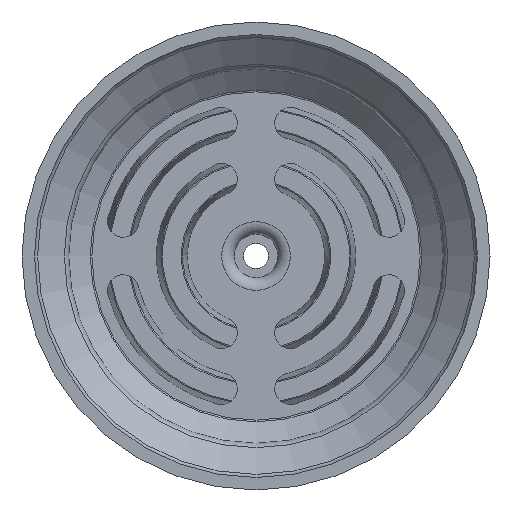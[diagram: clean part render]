
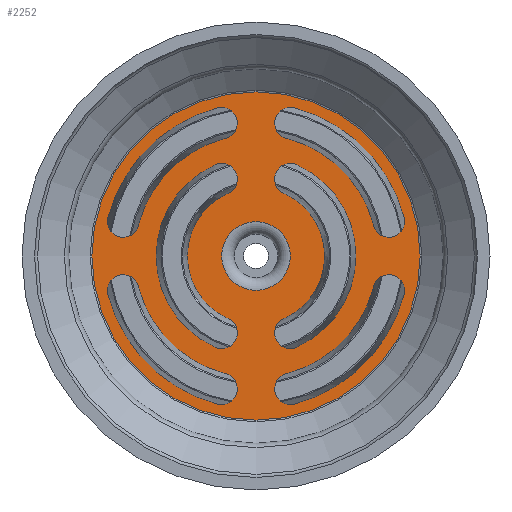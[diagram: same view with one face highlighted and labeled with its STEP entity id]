
A CAD part, front view. The second image highlights one B-rep face of the part: STEP entity #2252.
In plain terms, the highlighted planar face has unit normal (0, -1, 0).
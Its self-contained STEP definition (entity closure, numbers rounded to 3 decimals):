
#244=ORIENTED_EDGE('',*,*,#673,.T.);
#245=ORIENTED_EDGE('',*,*,#674,.T.);
#246=ORIENTED_EDGE('',*,*,#675,.F.);
#247=ORIENTED_EDGE('',*,*,#676,.T.);
#248=ORIENTED_EDGE('',*,*,#677,.T.);
#249=ORIENTED_EDGE('',*,*,#678,.T.);
#250=ORIENTED_EDGE('',*,*,#679,.T.);
#251=ORIENTED_EDGE('',*,*,#680,.T.);
#252=ORIENTED_EDGE('',*,*,#681,.F.);
#253=ORIENTED_EDGE('',*,*,#682,.T.);
#254=ORIENTED_EDGE('',*,*,#683,.T.);
#255=ORIENTED_EDGE('',*,*,#684,.F.);
#256=ORIENTED_EDGE('',*,*,#685,.T.);
#257=ORIENTED_EDGE('',*,*,#686,.T.);
#258=ORIENTED_EDGE('',*,*,#687,.T.);
#259=ORIENTED_EDGE('',*,*,#688,.T.);
#260=ORIENTED_EDGE('',*,*,#689,.F.);
#261=ORIENTED_EDGE('',*,*,#672,.F.);
#262=ORIENTED_EDGE('',*,*,#690,.T.);
#263=ORIENTED_EDGE('',*,*,#691,.T.);
#264=ORIENTED_EDGE('',*,*,#692,.T.);
#265=ORIENTED_EDGE('',*,*,#693,.F.);
#266=ORIENTED_EDGE('',*,*,#694,.T.);
#267=ORIENTED_EDGE('',*,*,#695,.T.);
#268=ORIENTED_EDGE('',*,*,#696,.T.);
#269=ORIENTED_EDGE('',*,*,#697,.F.);
#672=EDGE_CURVE('',#887,#887,#1042,.T.);
#673=EDGE_CURVE('',#888,#888,#1043,.T.);
#674=EDGE_CURVE('',#889,#890,#1044,.T.);
#675=EDGE_CURVE('',#891,#890,#1045,.T.);
#676=EDGE_CURVE('',#891,#892,#1046,.T.);
#677=EDGE_CURVE('',#892,#889,#1047,.T.);
#678=EDGE_CURVE('',#893,#894,#1048,.T.);
#679=EDGE_CURVE('',#894,#895,#1049,.T.);
#680=EDGE_CURVE('',#895,#896,#1050,.T.);
#681=EDGE_CURVE('',#893,#896,#1051,.T.);
#682=EDGE_CURVE('',#897,#898,#1052,.T.);
#683=EDGE_CURVE('',#898,#899,#1053,.T.);
#684=EDGE_CURVE('',#900,#899,#1054,.T.);
#685=EDGE_CURVE('',#900,#897,#1055,.T.);
#686=EDGE_CURVE('',#901,#902,#1056,.T.);
#687=EDGE_CURVE('',#902,#903,#1057,.T.);
#688=EDGE_CURVE('',#903,#904,#1058,.T.);
#689=EDGE_CURVE('',#901,#904,#1059,.T.);
#690=EDGE_CURVE('',#905,#906,#1060,.T.);
#691=EDGE_CURVE('',#906,#907,#1061,.T.);
#692=EDGE_CURVE('',#907,#908,#1062,.T.);
#693=EDGE_CURVE('',#905,#908,#1063,.T.);
#694=EDGE_CURVE('',#909,#910,#1064,.T.);
#695=EDGE_CURVE('',#910,#911,#1065,.T.);
#696=EDGE_CURVE('',#911,#912,#1066,.T.);
#697=EDGE_CURVE('',#909,#912,#1067,.T.);
#887=VERTEX_POINT('',#3094);
#888=VERTEX_POINT('',#3097);
#889=VERTEX_POINT('',#3099);
#890=VERTEX_POINT('',#3100);
#891=VERTEX_POINT('',#3102);
#892=VERTEX_POINT('',#3104);
#893=VERTEX_POINT('',#3107);
#894=VERTEX_POINT('',#3108);
#895=VERTEX_POINT('',#3110);
#896=VERTEX_POINT('',#3112);
#897=VERTEX_POINT('',#3115);
#898=VERTEX_POINT('',#3116);
#899=VERTEX_POINT('',#3118);
#900=VERTEX_POINT('',#3120);
#901=VERTEX_POINT('',#3123);
#902=VERTEX_POINT('',#3124);
#903=VERTEX_POINT('',#3126);
#904=VERTEX_POINT('',#3128);
#905=VERTEX_POINT('',#3131);
#906=VERTEX_POINT('',#3132);
#907=VERTEX_POINT('',#3134);
#908=VERTEX_POINT('',#3136);
#909=VERTEX_POINT('',#3139);
#910=VERTEX_POINT('',#3140);
#911=VERTEX_POINT('',#3142);
#912=VERTEX_POINT('',#3144);
#1042=CIRCLE('',#2369,5.5);
#1043=CIRCLE('',#2371,26.305);
#1044=CIRCLE('',#2372,2.5);
#1045=CIRCLE('',#2373,19.5);
#1046=CIRCLE('',#2374,2.5);
#1047=CIRCLE('',#2375,24.5);
#1048=CIRCLE('',#2376,2.5);
#1049=CIRCLE('',#2377,24.5);
#1050=CIRCLE('',#2378,2.5);
#1051=CIRCLE('',#2379,19.5);
#1052=CIRCLE('',#2380,24.5);
#1053=CIRCLE('',#2381,2.5);
#1054=CIRCLE('',#2382,19.5);
#1055=CIRCLE('',#2383,2.5);
#1056=CIRCLE('',#2384,2.5);
#1057=CIRCLE('',#2385,24.5);
#1058=CIRCLE('',#2386,2.5);
#1059=CIRCLE('',#2387,19.5);
#1060=CIRCLE('',#2388,2.5);
#1061=CIRCLE('',#2389,16.);
#1062=CIRCLE('',#2390,2.5);
#1063=CIRCLE('',#2391,11.);
#1064=CIRCLE('',#2392,2.5);
#1065=CIRCLE('',#2393,16.);
#1066=CIRCLE('',#2394,2.5);
#1067=CIRCLE('',#2395,11.);
#1163=EDGE_LOOP('',(#244));
#1164=EDGE_LOOP('',(#245,#246,#247,#248));
#1165=EDGE_LOOP('',(#249,#250,#251,#252));
#1166=EDGE_LOOP('',(#253,#254,#255,#256));
#1167=EDGE_LOOP('',(#257,#258,#259,#260));
#1168=EDGE_LOOP('',(#261));
#1169=EDGE_LOOP('',(#262,#263,#264,#265));
#1170=EDGE_LOOP('',(#266,#267,#268,#269));
#1319=FACE_BOUND('',#1163,.T.);
#1320=FACE_BOUND('',#1164,.T.);
#1321=FACE_BOUND('',#1165,.T.);
#1322=FACE_BOUND('',#1166,.T.);
#1323=FACE_BOUND('',#1167,.T.);
#1324=FACE_BOUND('',#1168,.T.);
#1325=FACE_BOUND('',#1169,.T.);
#1326=FACE_BOUND('',#1170,.T.);
#1470=PLANE('',#2370);
#2252=ADVANCED_FACE('',(#1319,#1320,#1321,#1322,#1323,#1324,#1325,#1326),
#1470,.T.);
#2369=AXIS2_PLACEMENT_3D('',#3093,#2605,#2606);
#2370=AXIS2_PLACEMENT_3D('',#3095,#2607,#2608);
#2371=AXIS2_PLACEMENT_3D('',#3096,#2609,#2610);
#2372=AXIS2_PLACEMENT_3D('',#3098,#2611,#2612);
#2373=AXIS2_PLACEMENT_3D('',#3101,#2613,#2614);
#2374=AXIS2_PLACEMENT_3D('',#3103,#2615,#2616);
#2375=AXIS2_PLACEMENT_3D('',#3105,#2617,#2618);
#2376=AXIS2_PLACEMENT_3D('',#3106,#2619,#2620);
#2377=AXIS2_PLACEMENT_3D('',#3109,#2621,#2622);
#2378=AXIS2_PLACEMENT_3D('',#3111,#2623,#2624);
#2379=AXIS2_PLACEMENT_3D('',#3113,#2625,#2626);
#2380=AXIS2_PLACEMENT_3D('',#3114,#2627,#2628);
#2381=AXIS2_PLACEMENT_3D('',#3117,#2629,#2630);
#2382=AXIS2_PLACEMENT_3D('',#3119,#2631,#2632);
#2383=AXIS2_PLACEMENT_3D('',#3121,#2633,#2634);
#2384=AXIS2_PLACEMENT_3D('',#3122,#2635,#2636);
#2385=AXIS2_PLACEMENT_3D('',#3125,#2637,#2638);
#2386=AXIS2_PLACEMENT_3D('',#3127,#2639,#2640);
#2387=AXIS2_PLACEMENT_3D('',#3129,#2641,#2642);
#2388=AXIS2_PLACEMENT_3D('',#3130,#2643,#2644);
#2389=AXIS2_PLACEMENT_3D('',#3133,#2645,#2646);
#2390=AXIS2_PLACEMENT_3D('',#3135,#2647,#2648);
#2391=AXIS2_PLACEMENT_3D('',#3137,#2649,#2650);
#2392=AXIS2_PLACEMENT_3D('',#3138,#2651,#2652);
#2393=AXIS2_PLACEMENT_3D('',#3141,#2653,#2654);
#2394=AXIS2_PLACEMENT_3D('',#3143,#2655,#2656);
#2395=AXIS2_PLACEMENT_3D('',#3145,#2657,#2658);
#2605=DIRECTION('',(0.,-1.,0.));
#2606=DIRECTION('',(1.,0.,0.));
#2607=DIRECTION('',(0.,-1.,0.));
#2608=DIRECTION('',(1.,0.,0.));
#2609=DIRECTION('',(0.,-1.,0.));
#2610=DIRECTION('',(1.,0.,0.));
#2611=DIRECTION('',(0.,1.,0.));
#2612=DIRECTION('',(1.,0.,0.));
#2613=DIRECTION('',(0.,1.,0.));
#2614=DIRECTION('',(1.,0.,0.));
#2615=DIRECTION('',(0.,1.,0.));
#2616=DIRECTION('',(1.,0.,0.));
#2617=DIRECTION('',(0.,1.,0.));
#2618=DIRECTION('',(1.,0.,0.));
#2619=DIRECTION('',(0.,1.,0.));
#2620=DIRECTION('',(1.,0.,0.));
#2621=DIRECTION('',(0.,1.,0.));
#2622=DIRECTION('',(1.,0.,0.));
#2623=DIRECTION('',(0.,1.,0.));
#2624=DIRECTION('',(1.,0.,0.));
#2625=DIRECTION('',(0.,1.,0.));
#2626=DIRECTION('',(1.,0.,0.));
#2627=DIRECTION('',(0.,1.,0.));
#2628=DIRECTION('',(1.,0.,0.));
#2629=DIRECTION('',(0.,1.,0.));
#2630=DIRECTION('',(1.,0.,0.));
#2631=DIRECTION('',(0.,1.,0.));
#2632=DIRECTION('',(1.,0.,0.));
#2633=DIRECTION('',(0.,1.,0.));
#2634=DIRECTION('',(1.,0.,0.));
#2635=DIRECTION('',(0.,1.,0.));
#2636=DIRECTION('',(1.,0.,0.));
#2637=DIRECTION('',(0.,1.,0.));
#2638=DIRECTION('',(1.,0.,0.));
#2639=DIRECTION('',(0.,1.,0.));
#2640=DIRECTION('',(1.,0.,0.));
#2641=DIRECTION('',(0.,1.,0.));
#2642=DIRECTION('',(1.,0.,0.));
#2643=DIRECTION('',(0.,1.,0.));
#2644=DIRECTION('',(1.,0.,0.));
#2645=DIRECTION('',(0.,1.,0.));
#2646=DIRECTION('',(1.,0.,0.));
#2647=DIRECTION('',(0.,1.,0.));
#2648=DIRECTION('',(1.,0.,0.));
#2649=DIRECTION('',(0.,1.,0.));
#2650=DIRECTION('',(1.,0.,0.));
#2651=DIRECTION('',(0.,1.,0.));
#2652=DIRECTION('',(1.,0.,0.));
#2653=DIRECTION('',(0.,1.,0.));
#2654=DIRECTION('',(1.,0.,0.));
#2655=DIRECTION('',(0.,1.,0.));
#2656=DIRECTION('',(1.,0.,0.));
#2657=DIRECTION('',(0.,1.,0.));
#2658=DIRECTION('',(1.,0.,0.));
#3093=CARTESIAN_POINT('',(0.,20.5,0.));
#3094=CARTESIAN_POINT('',(5.5,20.5,0.));
#3095=CARTESIAN_POINT('',(24.9,20.5,0.));
#3096=CARTESIAN_POINT('',(0.,20.5,0.));
#3097=CARTESIAN_POINT('',(26.305,20.5,0.));
#3098=CARTESIAN_POINT('',(5.5,20.5,-21.301));
#3099=CARTESIAN_POINT('',(6.125,20.5,-23.722));
#3100=CARTESIAN_POINT('',(4.875,20.5,-18.881));
#3101=CARTESIAN_POINT('',(0.,20.5,0.));
#3102=CARTESIAN_POINT('',(18.881,20.5,-4.875));
#3103=CARTESIAN_POINT('',(21.301,20.5,-5.5));
#3104=CARTESIAN_POINT('',(23.722,20.5,-6.125));
#3105=CARTESIAN_POINT('',(0.,20.5,0.));
#3106=CARTESIAN_POINT('',(5.5,20.5,21.301));
#3107=CARTESIAN_POINT('',(4.875,20.5,18.881));
#3108=CARTESIAN_POINT('',(6.125,20.5,23.722));
#3109=CARTESIAN_POINT('',(0.,20.5,0.));
#3110=CARTESIAN_POINT('',(23.722,20.5,6.125));
#3111=CARTESIAN_POINT('',(21.301,20.5,5.5));
#3112=CARTESIAN_POINT('',(18.881,20.5,4.875));
#3113=CARTESIAN_POINT('',(0.,20.5,0.));
#3114=CARTESIAN_POINT('',(0.,20.5,0.));
#3115=CARTESIAN_POINT('',(-6.125,20.5,-23.722));
#3116=CARTESIAN_POINT('',(-23.722,20.5,-6.125));
#3117=CARTESIAN_POINT('',(-21.301,20.5,-5.5));
#3118=CARTESIAN_POINT('',(-18.881,20.5,-4.875));
#3119=CARTESIAN_POINT('',(0.,20.5,0.));
#3120=CARTESIAN_POINT('',(-4.875,20.5,-18.881));
#3121=CARTESIAN_POINT('',(-5.5,20.5,-21.301));
#3122=CARTESIAN_POINT('',(-21.301,20.5,5.5));
#3123=CARTESIAN_POINT('',(-18.881,20.5,4.875));
#3124=CARTESIAN_POINT('',(-23.722,20.5,6.125));
#3125=CARTESIAN_POINT('',(0.,20.5,0.));
#3126=CARTESIAN_POINT('',(-6.125,20.5,23.722));
#3127=CARTESIAN_POINT('',(-5.5,20.5,21.301));
#3128=CARTESIAN_POINT('',(-4.875,20.5,18.881));
#3129=CARTESIAN_POINT('',(0.,20.5,0.));
#3130=CARTESIAN_POINT('',(5.5,20.5,12.329));
#3131=CARTESIAN_POINT('',(4.481,20.5,10.046));
#3132=CARTESIAN_POINT('',(6.519,20.5,14.612));
#3133=CARTESIAN_POINT('',(0.,20.5,0.));
#3134=CARTESIAN_POINT('',(6.519,20.5,-14.612));
#3135=CARTESIAN_POINT('',(5.5,20.5,-12.329));
#3136=CARTESIAN_POINT('',(4.481,20.5,-10.046));
#3137=CARTESIAN_POINT('',(0.,20.5,0.));
#3138=CARTESIAN_POINT('',(-5.5,20.5,-12.329));
#3139=CARTESIAN_POINT('',(-4.481,20.5,-10.046));
#3140=CARTESIAN_POINT('',(-6.519,20.5,-14.612));
#3141=CARTESIAN_POINT('',(0.,20.5,0.));
#3142=CARTESIAN_POINT('',(-6.519,20.5,14.612));
#3143=CARTESIAN_POINT('',(-5.5,20.5,12.329));
#3144=CARTESIAN_POINT('',(-4.481,20.5,10.046));
#3145=CARTESIAN_POINT('',(0.,20.5,0.));
